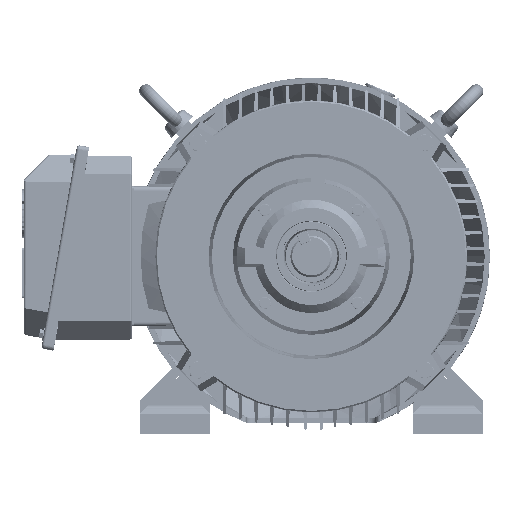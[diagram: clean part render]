
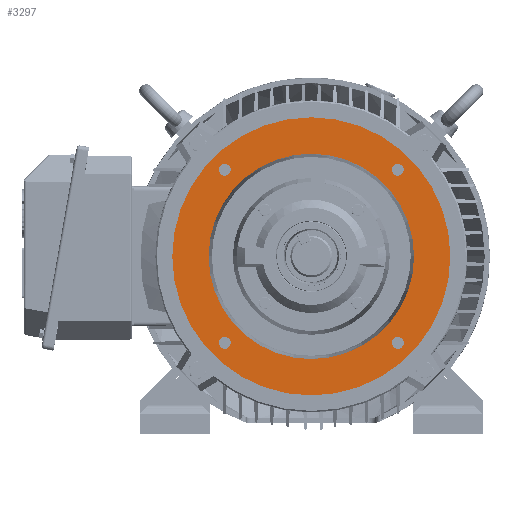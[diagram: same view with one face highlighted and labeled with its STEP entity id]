
A CAD part, left-side view. The second image highlights one B-rep face of the part: STEP entity #3297.
In plain terms, the highlighted face is planar.
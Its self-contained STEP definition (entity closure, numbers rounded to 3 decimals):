
#3288 = EDGE_LOOP ( 'NONE', ( #3289, #3290 ) ) ;
#3289 = ORIENTED_EDGE ( 'NONE', *, *, #3296, .F. ) ;
#3290 = ORIENTED_EDGE ( 'NONE', *, *, #30437, .F. ) ;
#3296 = EDGE_CURVE ( 'NONE', #30438, #30328, #12876, .T. ) ;
#3297 = ADVANCED_FACE ( 'NONE', ( #12868, #12866, #12864, #12863, #12861, #12859 ), #12858, .F. ) ;
#3298 = EDGE_LOOP ( 'NONE', ( #3299, #3301 ) ) ;
#3299 = ORIENTED_EDGE ( 'NONE', *, *, #3300, .F. ) ;
#3300 = EDGE_CURVE ( 'NONE', #28519, #28479, #12853, .T. ) ;
#3301 = ORIENTED_EDGE ( 'NONE', *, *, #28488, .F. ) ;
#3302 = EDGE_LOOP ( 'NONE', ( #3303, #3353 ) ) ;
#3303 = ORIENTED_EDGE ( 'NONE', *, *, #3352, .F. ) ;
#3336 = EDGE_LOOP ( 'NONE', ( #3337, #3338 ) ) ;
#3337 = ORIENTED_EDGE ( 'NONE', *, *, #30403, .T. ) ;
#3338 = ORIENTED_EDGE ( 'NONE', *, *, #3340, .T. ) ;
#3340 = EDGE_CURVE ( 'NONE', #30268, #30407, #13047, .T. ) ;
#3352 = EDGE_CURVE ( 'NONE', #28423, #28560, #13130, .T. ) ;
#3353 = ORIENTED_EDGE ( 'NONE', *, *, #28568, .F. ) ;
#3354 = EDGE_LOOP ( 'NONE', ( #3355, #3357 ) ) ;
#3355 = ORIENTED_EDGE ( 'NONE', *, *, #3356, .F. ) ;
#3356 = EDGE_CURVE ( 'NONE', #28512, #28499, #13120, .T. ) ;
#3357 = ORIENTED_EDGE ( 'NONE', *, *, #28510, .F. ) ;
#3358 = EDGE_LOOP ( 'NONE', ( #3359, #3363 ) ) ;
#3359 = ORIENTED_EDGE ( 'NONE', *, *, #3361, .F. ) ;
#3361 = EDGE_CURVE ( 'NONE', #28595, #28577, #13097, .T. ) ;
#3363 = ORIENTED_EDGE ( 'NONE', *, *, #28592, .F. ) ;
#12841 = CARTESIAN_POINT ( 'NONE',  ( -98.783, 98.783, 32.6 ) ) ;
#12842 = AXIS2_PLACEMENT_3D ( 'NONE', #12841, #12989, #12987 ) ;
#12847 = DIRECTION ( 'NONE',  ( -1., 0., 0. ) ) ;
#12849 = DIRECTION ( 'NONE',  ( 0., 0., -1. ) ) ;
#12851 = AXIS2_PLACEMENT_3D ( 'NONE', #12857, #12849, #12847 ) ;
#12853 = CIRCLE ( 'NONE', #12842, 6.75 ) ;
#12857 = CARTESIAN_POINT ( 'NONE',  ( 0., 158.75, 32.6 ) ) ;
#12858 = PLANE ( 'NONE',  #12851 ) ;
#12859 = FACE_OUTER_BOUND ( 'NONE', #3336, .T. ) ;
#12861 = FACE_BOUND ( 'NONE', #3288, .T. ) ;
#12863 = FACE_BOUND ( 'NONE', #3358, .T. ) ;
#12864 = FACE_BOUND ( 'NONE', #3354, .T. ) ;
#12866 = FACE_BOUND ( 'NONE', #3302, .T. ) ;
#12868 = FACE_BOUND ( 'NONE', #3298, .T. ) ;
#12870 = DIRECTION ( 'NONE',  ( 1., 0., 0. ) ) ;
#12872 = DIRECTION ( 'NONE',  ( 0., 0., 1. ) ) ;
#12873 = CARTESIAN_POINT ( 'NONE',  ( 0., 0., 32.6 ) ) ;
#12874 = AXIS2_PLACEMENT_3D ( 'NONE', #12873, #12872, #12870 ) ;
#12876 = CIRCLE ( 'NONE', #12874, 117.297 ) ;
#12987 = DIRECTION ( 'NONE',  ( 1., 0., 0. ) ) ;
#12989 = DIRECTION ( 'NONE',  ( 0., 0., 1. ) ) ;
#12997 = CARTESIAN_POINT ( 'NONE',  ( -98.783, -98.783, 32.6 ) ) ;
#13033 = DIRECTION ( 'NONE',  ( 1., 0., 0. ) ) ;
#13034 = DIRECTION ( 'NONE',  ( 0., 0., 1. ) ) ;
#13036 = CARTESIAN_POINT ( 'NONE',  ( 0., 0., 32.6 ) ) ;
#13038 = AXIS2_PLACEMENT_3D ( 'NONE', #13036, #13034, #13033 ) ;
#13047 = CIRCLE ( 'NONE', #13038, 158.75 ) ;
#13091 = DIRECTION ( 'NONE',  ( 1., 0., 0. ) ) ;
#13093 = DIRECTION ( 'NONE',  ( 0., 0., 1. ) ) ;
#13094 = CARTESIAN_POINT ( 'NONE',  ( 98.783, 98.783, 32.6 ) ) ;
#13096 = AXIS2_PLACEMENT_3D ( 'NONE', #13094, #13093, #13091 ) ;
#13097 = CIRCLE ( 'NONE', #13096, 6.75 ) ;
#13114 = DIRECTION ( 'NONE',  ( 1., 0., 0. ) ) ;
#13116 = DIRECTION ( 'NONE',  ( 0., 0., 1. ) ) ;
#13117 = CARTESIAN_POINT ( 'NONE',  ( 98.783, -98.783, 32.6 ) ) ;
#13118 = AXIS2_PLACEMENT_3D ( 'NONE', #13117, #13116, #13114 ) ;
#13120 = CIRCLE ( 'NONE', #13118, 6.75 ) ;
#13124 = DIRECTION ( 'NONE',  ( 1., 0., 0. ) ) ;
#13126 = DIRECTION ( 'NONE',  ( 0., 0., 1. ) ) ;
#13128 = AXIS2_PLACEMENT_3D ( 'NONE', #12997, #13126, #13124 ) ;
#13130 = CIRCLE ( 'NONE', #13128, 6.75 ) ;
#28423 = VERTEX_POINT ( 'NONE', #94773 ) ;
#28479 = VERTEX_POINT ( 'NONE', #94858 ) ;
#28488 = EDGE_CURVE ( 'NONE', #28479, #28519, #94851, .T. ) ;
#28499 = VERTEX_POINT ( 'NONE', #94842 ) ;
#28510 = EDGE_CURVE ( 'NONE', #28499, #28512, #94887, .T. ) ;
#28512 = VERTEX_POINT ( 'NONE', #94883 ) ;
#28519 = VERTEX_POINT ( 'NONE', #94882 ) ;
#28560 = VERTEX_POINT ( 'NONE', #94904 ) ;
#28568 = EDGE_CURVE ( 'NONE', #28560, #28423, #94956, .T. ) ;
#28577 = VERTEX_POINT ( 'NONE', #94946 ) ;
#28592 = EDGE_CURVE ( 'NONE', #28577, #28595, #94935, .T. ) ;
#28595 = VERTEX_POINT ( 'NONE', #94925 ) ;
#30268 = VERTEX_POINT ( 'NONE', #97014 ) ;
#30328 = VERTEX_POINT ( 'NONE', #97082 ) ;
#30403 = EDGE_CURVE ( 'NONE', #30407, #30268, #97156, .T. ) ;
#30407 = VERTEX_POINT ( 'NONE', #97150 ) ;
#30437 = EDGE_CURVE ( 'NONE', #30328, #30438, #97213, .T. ) ;
#30438 = VERTEX_POINT ( 'NONE', #97208 ) ;
#94773 = CARTESIAN_POINT ( 'NONE',  ( -92.033, -98.783, 32.6 ) ) ;
#94842 = CARTESIAN_POINT ( 'NONE',  ( 92.033, -98.783, 32.6 ) ) ;
#94847 = DIRECTION ( 'NONE',  ( 1., 0., 0. ) ) ;
#94848 = DIRECTION ( 'NONE',  ( 0., 0., 1. ) ) ;
#94849 = CARTESIAN_POINT ( 'NONE',  ( -98.783, 98.783, 32.6 ) ) ;
#94850 = AXIS2_PLACEMENT_3D ( 'NONE', #94849, #94848, #94847 ) ;
#94851 = CIRCLE ( 'NONE', #94850, 6.75 ) ;
#94858 = CARTESIAN_POINT ( 'NONE',  ( -105.533, 98.783, 32.6 ) ) ;
#94882 = CARTESIAN_POINT ( 'NONE',  ( -92.033, 98.783, 32.6 ) ) ;
#94883 = CARTESIAN_POINT ( 'NONE',  ( 105.533, -98.783, 32.6 ) ) ;
#94884 = DIRECTION ( 'NONE',  ( 1., 0., 0. ) ) ;
#94885 = DIRECTION ( 'NONE',  ( 0., 0., 1. ) ) ;
#94886 = AXIS2_PLACEMENT_3D ( 'NONE', #94892, #94885, #94884 ) ;
#94887 = CIRCLE ( 'NONE', #94886, 6.75 ) ;
#94892 = CARTESIAN_POINT ( 'NONE',  ( 98.783, -98.783, 32.6 ) ) ;
#94904 = CARTESIAN_POINT ( 'NONE',  ( -105.533, -98.783, 32.6 ) ) ;
#94925 = CARTESIAN_POINT ( 'NONE',  ( 105.533, 98.783, 32.6 ) ) ;
#94931 = DIRECTION ( 'NONE',  ( 1., 0., 0. ) ) ;
#94932 = DIRECTION ( 'NONE',  ( 0., 0., 1. ) ) ;
#94933 = CARTESIAN_POINT ( 'NONE',  ( 98.783, 98.783, 32.6 ) ) ;
#94934 = AXIS2_PLACEMENT_3D ( 'NONE', #94933, #94932, #94931 ) ;
#94935 = CIRCLE ( 'NONE', #94934, 6.75 ) ;
#94946 = CARTESIAN_POINT ( 'NONE',  ( 92.033, 98.783, 32.6 ) ) ;
#94952 = DIRECTION ( 'NONE',  ( 1., 0., 0. ) ) ;
#94953 = DIRECTION ( 'NONE',  ( 0., 0., 1. ) ) ;
#94954 = CARTESIAN_POINT ( 'NONE',  ( -98.783, -98.783, 32.6 ) ) ;
#94955 = AXIS2_PLACEMENT_3D ( 'NONE', #94954, #94953, #94952 ) ;
#94956 = CIRCLE ( 'NONE', #94955, 6.75 ) ;
#97014 = CARTESIAN_POINT ( 'NONE',  ( -158.75, 0., 32.6 ) ) ;
#97082 = CARTESIAN_POINT ( 'NONE',  ( -117.297, 0., 32.6 ) ) ;
#97150 = CARTESIAN_POINT ( 'NONE',  ( 158.75, 0., 32.6 ) ) ;
#97152 = DIRECTION ( 'NONE',  ( 1., 0., 0. ) ) ;
#97153 = DIRECTION ( 'NONE',  ( 0., 0., 1. ) ) ;
#97154 = CARTESIAN_POINT ( 'NONE',  ( 0., 0., 32.6 ) ) ;
#97155 = AXIS2_PLACEMENT_3D ( 'NONE', #97154, #97153, #97152 ) ;
#97156 = CIRCLE ( 'NONE', #97155, 158.75 ) ;
#97208 = CARTESIAN_POINT ( 'NONE',  ( 117.297, 0., 32.6 ) ) ;
#97209 = DIRECTION ( 'NONE',  ( 1., 0., 0. ) ) ;
#97210 = DIRECTION ( 'NONE',  ( 0., 0., 1. ) ) ;
#97211 = CARTESIAN_POINT ( 'NONE',  ( 0., 0., 32.6 ) ) ;
#97212 = AXIS2_PLACEMENT_3D ( 'NONE', #97211, #97210, #97209 ) ;
#97213 = CIRCLE ( 'NONE', #97212, 117.297 ) ;
